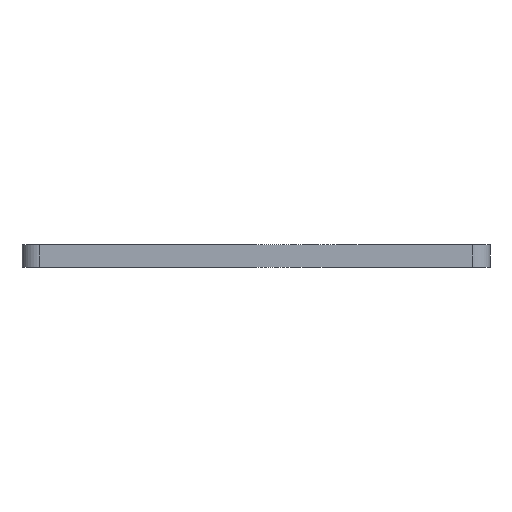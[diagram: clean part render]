
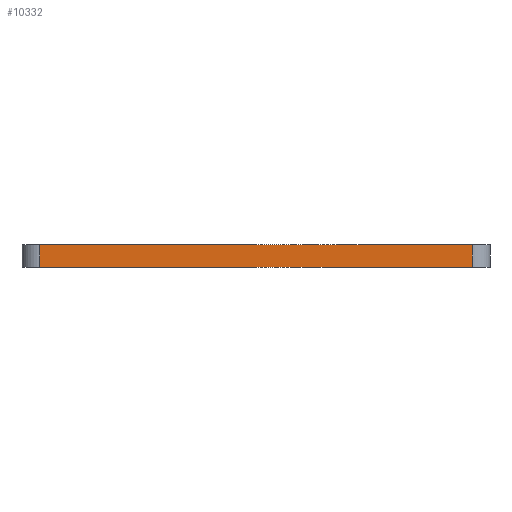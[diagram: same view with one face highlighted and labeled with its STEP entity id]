
A CAD part, left-side view. The second image highlights one B-rep face of the part: STEP entity #10332.
In plain terms, the highlighted planar face has unit normal (-1, 0, 0).
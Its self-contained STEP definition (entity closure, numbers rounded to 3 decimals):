
#84 = PLANE('',#85);
#85 = AXIS2_PLACEMENT_3D('',#86,#87,#88);
#86 = CARTESIAN_POINT('',(148.501,-105.004,1.6));
#87 = DIRECTION('',(0.,0.,1.));
#88 = DIRECTION('',(1.,0.,-0.));
#139 = PLANE('',#140);
#140 = AXIS2_PLACEMENT_3D('',#141,#142,#143);
#141 = CARTESIAN_POINT('',(148.501,-105.004,0.));
#142 = DIRECTION('',(0.,0.,1.));
#143 = DIRECTION('',(1.,0.,-0.));
#270 = CYLINDRICAL_SURFACE('',#271,1.27);
#271 = AXIS2_PLACEMENT_3D('',#272,#273,#274);
#272 = CARTESIAN_POINT('',(126.911,-89.764,0.));
#273 = DIRECTION('',(-0.,-0.,-1.));
#274 = DIRECTION('',(1.,0.,-0.));
#309 = VERTEX_POINT('',#310);
#310 = CARTESIAN_POINT('',(125.641,-89.764,0.));
#332 = EDGE_CURVE('',#309,#333,#335,.T.);
#333 = VERTEX_POINT('',#334);
#334 = CARTESIAN_POINT('',(125.641,-120.244,0.));
#335 = SURFACE_CURVE('',#336,(#340,#347),.PCURVE_S1.);
#336 = LINE('',#337,#338);
#337 = CARTESIAN_POINT('',(125.641,-89.764,0.));
#338 = VECTOR('',#339,1.);
#339 = DIRECTION('',(0.,-1.,0.));
#340 = PCURVE('',#139,#341);
#341 = DEFINITIONAL_REPRESENTATION('',(#342),#346);
#342 = LINE('',#343,#344);
#343 = CARTESIAN_POINT('',(-22.86,15.24));
#344 = VECTOR('',#345,1.);
#345 = DIRECTION('',(0.,-1.));
#346 = ( GEOMETRIC_REPRESENTATION_CONTEXT(2) 
PARAMETRIC_REPRESENTATION_CONTEXT() REPRESENTATION_CONTEXT('2D SPACE',''
  ) );
#347 = PCURVE('',#348,#353);
#348 = PLANE('',#349);
#349 = AXIS2_PLACEMENT_3D('',#350,#351,#352);
#350 = CARTESIAN_POINT('',(125.641,-89.764,0.));
#351 = DIRECTION('',(1.,0.,-0.));
#352 = DIRECTION('',(0.,-1.,0.));
#353 = DEFINITIONAL_REPRESENTATION('',(#354),#358);
#354 = LINE('',#355,#356);
#355 = CARTESIAN_POINT('',(0.,0.));
#356 = VECTOR('',#357,1.);
#357 = DIRECTION('',(1.,0.));
#358 = ( GEOMETRIC_REPRESENTATION_CONTEXT(2) 
PARAMETRIC_REPRESENTATION_CONTEXT() REPRESENTATION_CONTEXT('2D SPACE',''
  ) );
#377 = CYLINDRICAL_SURFACE('',#378,1.27);
#378 = AXIS2_PLACEMENT_3D('',#379,#380,#381);
#379 = CARTESIAN_POINT('',(126.911,-120.244,0.));
#380 = DIRECTION('',(-0.,-0.,-1.));
#381 = DIRECTION('',(1.,0.,-0.));
#5716 = VERTEX_POINT('',#5717);
#5717 = CARTESIAN_POINT('',(125.641,-89.764,1.6));
#5739 = EDGE_CURVE('',#5716,#5740,#5742,.T.);
#5740 = VERTEX_POINT('',#5741);
#5741 = CARTESIAN_POINT('',(125.641,-120.244,1.6));
#5742 = SURFACE_CURVE('',#5743,(#5747,#5754),.PCURVE_S1.);
#5743 = LINE('',#5744,#5745);
#5744 = CARTESIAN_POINT('',(125.641,-89.764,1.6));
#5745 = VECTOR('',#5746,1.);
#5746 = DIRECTION('',(0.,-1.,0.));
#5747 = PCURVE('',#84,#5748);
#5748 = DEFINITIONAL_REPRESENTATION('',(#5749),#5753);
#5749 = LINE('',#5750,#5751);
#5750 = CARTESIAN_POINT('',(-22.86,15.24));
#5751 = VECTOR('',#5752,1.);
#5752 = DIRECTION('',(0.,-1.));
#5753 = ( GEOMETRIC_REPRESENTATION_CONTEXT(2) 
PARAMETRIC_REPRESENTATION_CONTEXT() REPRESENTATION_CONTEXT('2D SPACE',''
  ) );
#5754 = PCURVE('',#348,#5755);
#5755 = DEFINITIONAL_REPRESENTATION('',(#5756),#5760);
#5756 = LINE('',#5757,#5758);
#5757 = CARTESIAN_POINT('',(0.,-1.6));
#5758 = VECTOR('',#5759,1.);
#5759 = DIRECTION('',(1.,0.));
#5760 = ( GEOMETRIC_REPRESENTATION_CONTEXT(2) 
PARAMETRIC_REPRESENTATION_CONTEXT() REPRESENTATION_CONTEXT('2D SPACE',''
  ) );
#10284 = EDGE_CURVE('',#309,#5716,#10285,.T.);
#10285 = SURFACE_CURVE('',#10286,(#10290,#10297),.PCURVE_S1.);
#10286 = LINE('',#10287,#10288);
#10287 = CARTESIAN_POINT('',(125.641,-89.764,0.));
#10288 = VECTOR('',#10289,1.);
#10289 = DIRECTION('',(0.,0.,1.));
#10290 = PCURVE('',#270,#10291);
#10291 = DEFINITIONAL_REPRESENTATION('',(#10292),#10296);
#10292 = LINE('',#10293,#10294);
#10293 = CARTESIAN_POINT('',(-3.141,0.));
#10294 = VECTOR('',#10295,1.);
#10295 = DIRECTION('',(-0.,-1.));
#10296 = ( GEOMETRIC_REPRESENTATION_CONTEXT(2) 
PARAMETRIC_REPRESENTATION_CONTEXT() REPRESENTATION_CONTEXT('2D SPACE',''
  ) );
#10297 = PCURVE('',#348,#10298);
#10298 = DEFINITIONAL_REPRESENTATION('',(#10299),#10303);
#10299 = LINE('',#10300,#10301);
#10300 = CARTESIAN_POINT('',(0.,0.));
#10301 = VECTOR('',#10302,1.);
#10302 = DIRECTION('',(0.,-1.));
#10303 = ( GEOMETRIC_REPRESENTATION_CONTEXT(2) 
PARAMETRIC_REPRESENTATION_CONTEXT() REPRESENTATION_CONTEXT('2D SPACE',''
  ) );
#10332 = ADVANCED_FACE('',(#10333),#348,.F.);
#10333 = FACE_BOUND('',#10334,.F.);
#10334 = EDGE_LOOP('',(#10335,#10336,#10337,#10358));
#10335 = ORIENTED_EDGE('',*,*,#10284,.T.);
#10336 = ORIENTED_EDGE('',*,*,#5739,.T.);
#10337 = ORIENTED_EDGE('',*,*,#10338,.F.);
#10338 = EDGE_CURVE('',#333,#5740,#10339,.T.);
#10339 = SURFACE_CURVE('',#10340,(#10344,#10351),.PCURVE_S1.);
#10340 = LINE('',#10341,#10342);
#10341 = CARTESIAN_POINT('',(125.641,-120.244,0.));
#10342 = VECTOR('',#10343,1.);
#10343 = DIRECTION('',(0.,0.,1.));
#10344 = PCURVE('',#348,#10345);
#10345 = DEFINITIONAL_REPRESENTATION('',(#10346),#10350);
#10346 = LINE('',#10347,#10348);
#10347 = CARTESIAN_POINT('',(30.48,0.));
#10348 = VECTOR('',#10349,1.);
#10349 = DIRECTION('',(0.,-1.));
#10350 = ( GEOMETRIC_REPRESENTATION_CONTEXT(2) 
PARAMETRIC_REPRESENTATION_CONTEXT() REPRESENTATION_CONTEXT('2D SPACE',''
  ) );
#10351 = PCURVE('',#377,#10352);
#10352 = DEFINITIONAL_REPRESENTATION('',(#10353),#10357);
#10353 = LINE('',#10354,#10355);
#10354 = CARTESIAN_POINT('',(-3.141,0.));
#10355 = VECTOR('',#10356,1.);
#10356 = DIRECTION('',(-0.,-1.));
#10357 = ( GEOMETRIC_REPRESENTATION_CONTEXT(2) 
PARAMETRIC_REPRESENTATION_CONTEXT() REPRESENTATION_CONTEXT('2D SPACE',''
  ) );
#10358 = ORIENTED_EDGE('',*,*,#332,.F.);
